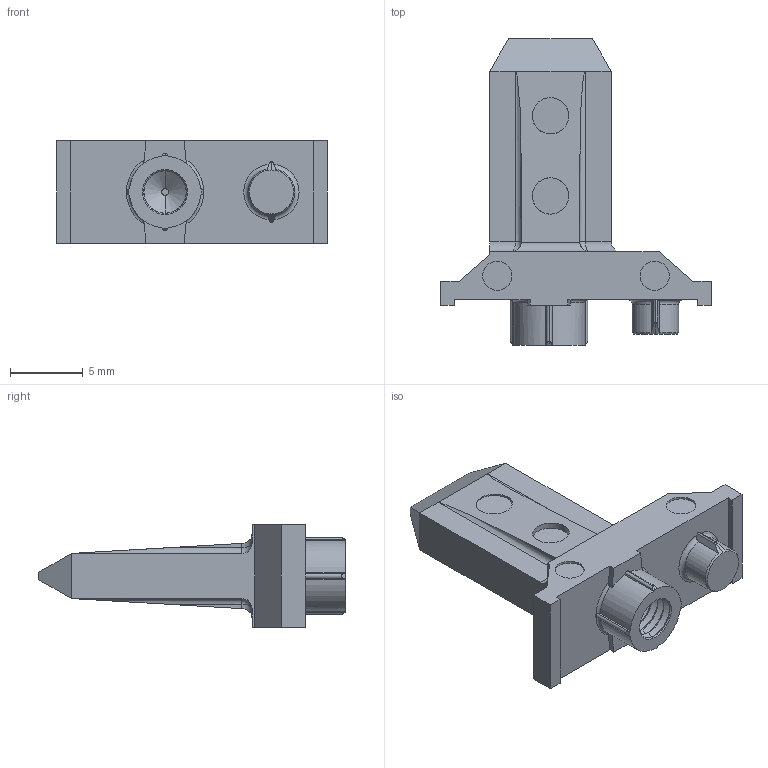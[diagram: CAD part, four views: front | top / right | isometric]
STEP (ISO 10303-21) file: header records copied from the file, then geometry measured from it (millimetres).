
FILE_DESCRIPTION (( 'STEP AP214' ), '1' );
FILE_NAME ('EGBM-VT-2-18.3-20.STEP', '2017-07-26T12:33:29', ( '' ), ( '' ), 'SwSTEP 2.0', 'SolidWorks 2014', '' );
FILE_SCHEMA (( 'AUTOMOTIVE_DESIGN' ));
Length unit declared in the file: millimetre
Products named in the file (1): EGBM-VT-2-18.3-20
Bounding box: 18.6 x 21.05 x 7.05 mm (x, y, z)
Volume: 788.7 mm3; surface area: 872.6 mm2
Topology: 1 solids, 1 shells, 151 faces, 373 edges, 226 vertices
Faces by surface type: plane 57, cone 47, cylinder 37, torus 6, bspline 4
Entity records: 6322 total; most frequent: CARTESIAN_POINT 1170, ORIENTED_EDGE 738, DIRECTION 701, EDGE_CURVE 369, AXIS2_PLACEMENT_3D 247, VERTEX_POINT 226, VECTOR 207, LINE 207
